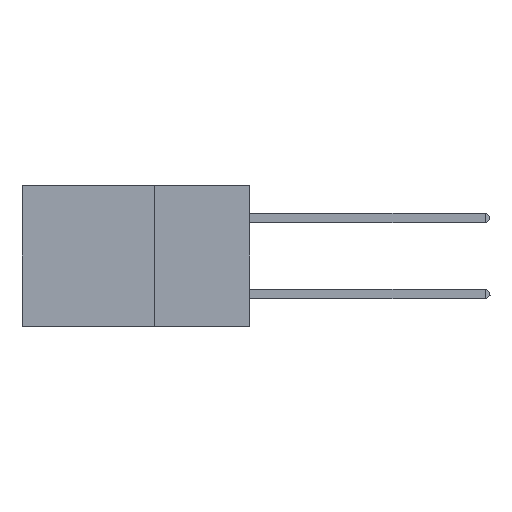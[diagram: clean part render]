
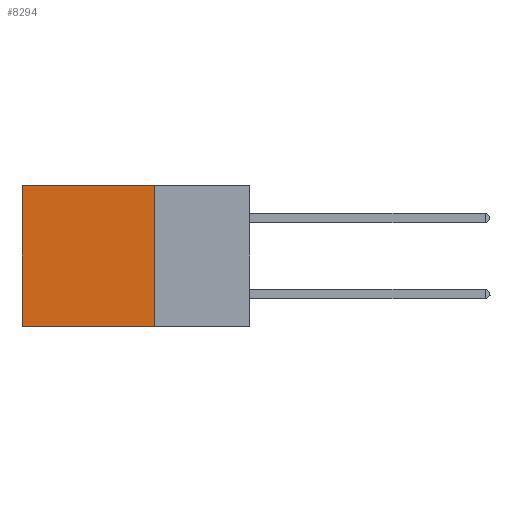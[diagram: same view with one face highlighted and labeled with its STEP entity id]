
A CAD part, left-side view. The second image highlights one B-rep face of the part: STEP entity #8294.
In plain terms, the highlighted planar face has unit normal (-1, 0, 0).
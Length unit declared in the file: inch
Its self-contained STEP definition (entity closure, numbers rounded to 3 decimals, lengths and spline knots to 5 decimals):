
#106 = ORIENTED_EDGE ( 'NONE', *, *, #7722, .T. ) ;
#1703 = LINE ( 'NONE', #11129, #17583 ) ;
#2272 = CARTESIAN_POINT ( 'NONE',  ( 0.2875, 0.6, 0. ) ) ;
#2700 = CARTESIAN_POINT ( 'NONE',  ( 0.2875, 0.25, 0. ) ) ;
#3138 = PLANE ( 'NONE',  #10428 ) ;
#3428 = DIRECTION ( 'NONE',  ( 0., 1., 0. ) ) ;
#3988 = EDGE_CURVE ( 'NONE', #9452, #5235, #6036, .T. ) ;
#4794 = CARTESIAN_POINT ( 'NONE',  ( 0.2875, 0.25, -0.37 ) ) ;
#4812 = CARTESIAN_POINT ( 'NONE',  ( 0.2875, 0.6, 0. ) ) ;
#5235 = VERTEX_POINT ( 'NONE', #16732 ) ;
#6036 = LINE ( 'NONE', #4794, #9622 ) ;
#6293 = DIRECTION ( 'NONE',  ( 1., 0., 0. ) ) ;
#6367 = DIRECTION ( 'NONE',  ( 0., 1., 0. ) ) ;
#7351 = ORIENTED_EDGE ( 'NONE', *, *, #17419, .T. ) ;
#7722 = EDGE_CURVE ( 'NONE', #11749, #18339, #1703, .T. ) ;
#8030 = FACE_OUTER_BOUND ( 'NONE', #10418, .T. ) ;
#8294 = ADVANCED_FACE ( 'NONE', ( #8030 ), #3138, .F. ) ;
#9452 = VERTEX_POINT ( 'NONE', #17203 ) ;
#9622 = VECTOR ( 'NONE', #6367, 39.37008 ) ;
#9730 = EDGE_CURVE ( 'NONE', #11749, #9452, #18914, .T. ) ;
#10359 = VECTOR ( 'NONE', #11011, 39.37008 ) ;
#10418 = EDGE_LOOP ( 'NONE', ( #7351, #16880, #19520, #106 ) ) ;
#10428 = AXIS2_PLACEMENT_3D ( 'NONE', #15451, #6293, #16953 ) ;
#11011 = DIRECTION ( 'NONE',  ( 0., 0., -1. ) ) ;
#11129 = CARTESIAN_POINT ( 'NONE',  ( 0.2875, 0.25, 0. ) ) ;
#11749 = VERTEX_POINT ( 'NONE', #16589 ) ;
#14928 = VECTOR ( 'NONE', #15021, 39.37008 ) ;
#15021 = DIRECTION ( 'NONE',  ( 0., 0., -1. ) ) ;
#15451 = CARTESIAN_POINT ( 'NONE',  ( 0.2875, 0.25, 0. ) ) ;
#16589 = CARTESIAN_POINT ( 'NONE',  ( 0.2875, 0.25, 0. ) ) ;
#16732 = CARTESIAN_POINT ( 'NONE',  ( 0.2875, 0.6, -0.37 ) ) ;
#16880 = ORIENTED_EDGE ( 'NONE', *, *, #3988, .F. ) ;
#16953 = DIRECTION ( 'NONE',  ( 0., 0., -1. ) ) ;
#17203 = CARTESIAN_POINT ( 'NONE',  ( 0.2875, 0.25, -0.37 ) ) ;
#17419 = EDGE_CURVE ( 'NONE', #18339, #5235, #19358, .T. ) ;
#17583 = VECTOR ( 'NONE', #3428, 39.37008 ) ;
#18339 = VERTEX_POINT ( 'NONE', #2272 ) ;
#18914 = LINE ( 'NONE', #2700, #14928 ) ;
#19358 = LINE ( 'NONE', #4812, #10359 ) ;
#19520 = ORIENTED_EDGE ( 'NONE', *, *, #9730, .F. ) ;
